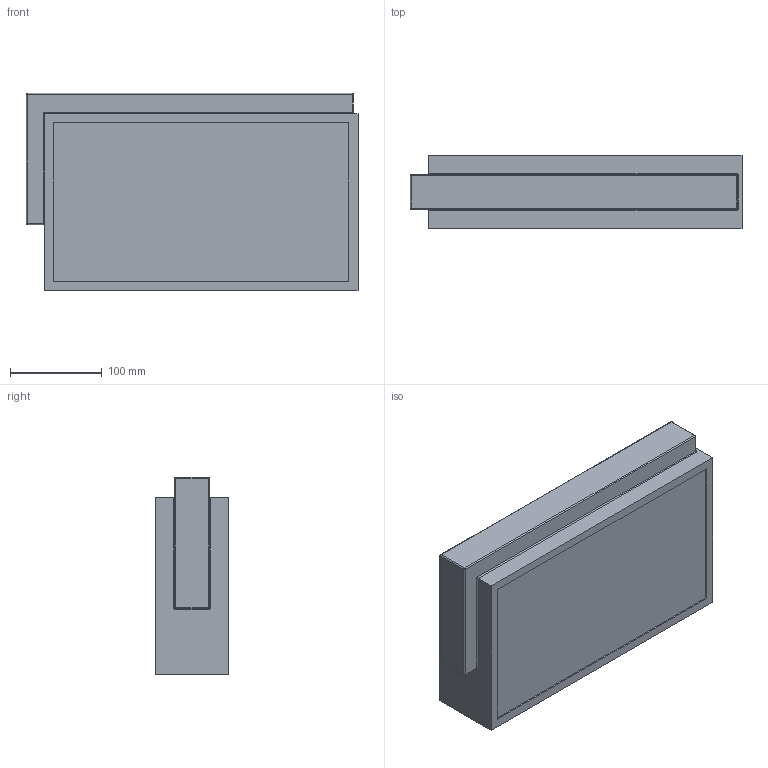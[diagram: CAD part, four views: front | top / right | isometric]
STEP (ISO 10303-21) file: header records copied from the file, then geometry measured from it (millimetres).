
FILE_DESCRIPTION(/* description */ ('Unknown'),/* implementation_level */ '2;1');
FILE_NAME(/* name */ 'SNP 7288 WA',/* time_stamp */ '2020-08-06T07:27:10+02:00',/* author */ ('Unknown'),/* organization */ ('Unknown'),/* preprocessor_version */ 'ST-DEVELOPER v16.7',/* originating_system */ 'Solid Edge',/* authorisation */ 'Unknown');
FILE_SCHEMA (('AUTOMOTIVE_DESIGN {1 0 10303 214 3 1 1}'));
Length unit declared in the file: millimetre
Products named in the file (1): SNP 7288 WA
Bounding box: 362 x 80 x 215 mm (x, y, z)
Volume: 5497152.3 mm3; surface area: 244588.2 mm2
Topology: 1 solids, 1 shells, 59 faces, 137 edges, 78 vertices
Faces by surface type: plane 32, cylinder 17, sphere 6, torus 4
Entity records: 1627 total; most frequent: DIRECTION 287, CARTESIAN_POINT 269, ORIENTED_EDGE 262, EDGE_CURVE 131, AXIS2_PLACEMENT_3D 96, LINE 95, VECTOR 95, VERTEX_POINT 78
